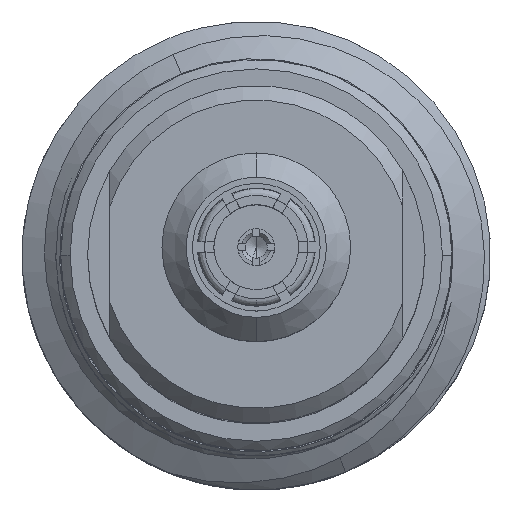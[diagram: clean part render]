
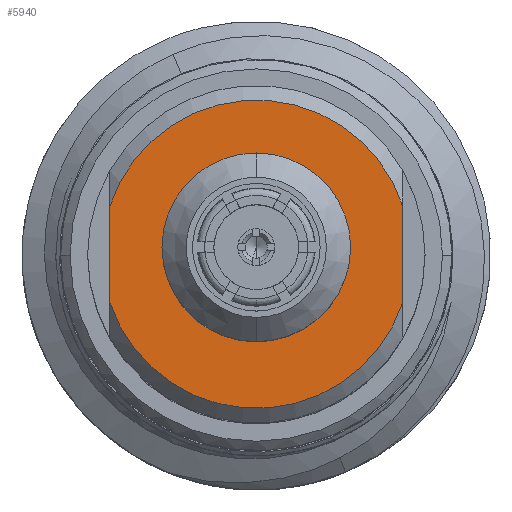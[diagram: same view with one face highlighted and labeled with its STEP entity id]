
A CAD part, top view. The second image highlights one B-rep face of the part: STEP entity #5940.
In plain terms, the highlighted face is planar.
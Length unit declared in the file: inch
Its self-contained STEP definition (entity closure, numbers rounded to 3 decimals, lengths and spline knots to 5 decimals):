
#17 = AXIS2_PLACEMENT_3D ( 'NONE', #5449, #4249, #1224 ) ;
#80 = DIRECTION ( 'NONE',  ( -1., 0., 0. ) ) ;
#98 = DIRECTION ( 'NONE',  ( 0., -1., 0. ) ) ;
#138 = AXIS2_PLACEMENT_3D ( 'NONE', #4669, #3425, #5237 ) ;
#258 = VERTEX_POINT ( 'NONE', #539 ) ;
#301 = DIRECTION ( 'NONE',  ( 0., -1., 0. ) ) ;
#539 = CARTESIAN_POINT ( 'NONE',  ( 0.566, -0.07812, 0.02564 ) ) ;
#743 = DIRECTION ( 'NONE',  ( 0., -1., 0. ) ) ;
#886 = CARTESIAN_POINT ( 'NONE',  ( 0.566, 0.07813, -0.02564 ) ) ;
#962 = ORIENTED_EDGE ( 'NONE', *, *, #3481, .F. ) ;
#982 = ORIENTED_EDGE ( 'NONE', *, *, #1223, .T. ) ;
#1009 = CARTESIAN_POINT ( 'NONE',  ( 0.566, 0.035, 0. ) ) ;
#1217 = VERTEX_POINT ( 'NONE', #1959 ) ;
#1223 = EDGE_CURVE ( 'NONE', #5661, #7615, #6939, .T. ) ;
#1224 = DIRECTION ( 'NONE',  ( 0., -1., 0. ) ) ;
#1243 = EDGE_CURVE ( 'NONE', #5655, #1558, #6163, .T. ) ;
#1447 = CARTESIAN_POINT ( 'NONE',  ( 0.566, 0.07813, 0. ) ) ;
#1558 = VERTEX_POINT ( 'NONE', #4868 ) ;
#1959 = CARTESIAN_POINT ( 'NONE',  ( 0.566, 0.07813, 0.02564 ) ) ;
#2081 = EDGE_CURVE ( 'NONE', #7615, #5661, #2352, .T. ) ;
#2352 = CIRCLE ( 'NONE', #7707, 0.035 ) ;
#2808 = CARTESIAN_POINT ( 'NONE',  ( 0.566, 0., 0. ) ) ;
#2839 = LINE ( 'NONE', #1447, #5670 ) ;
#3124 = EDGE_LOOP ( 'NONE', ( #982, #6773 ) ) ;
#3214 = CARTESIAN_POINT ( 'NONE',  ( 0.566, 0., 0. ) ) ;
#3425 = DIRECTION ( 'NONE',  ( -1., 0., 0. ) ) ;
#3481 = EDGE_CURVE ( 'NONE', #258, #1217, #4761, .T. ) ;
#3577 = EDGE_CURVE ( 'NONE', #1558, #258, #7479, .T. ) ;
#3838 = DIRECTION ( 'NONE',  ( -1., 0., 0. ) ) ;
#4083 = EDGE_CURVE ( 'NONE', #1217, #5655, #2839, .T. ) ;
#4249 = DIRECTION ( 'NONE',  ( -1., 0., 0. ) ) ;
#4475 = ORIENTED_EDGE ( 'NONE', *, *, #3577, .F. ) ;
#4669 = CARTESIAN_POINT ( 'NONE',  ( 0.566, 0., 0. ) ) ;
#4713 = ORIENTED_EDGE ( 'NONE', *, *, #4083, .F. ) ;
#4761 = CIRCLE ( 'NONE', #17, 0.08223 ) ;
#4791 = AXIS2_PLACEMENT_3D ( 'NONE', #2808, #7174, #301 ) ;
#4868 = CARTESIAN_POINT ( 'NONE',  ( 0.566, -0.07812, -0.02564 ) ) ;
#5117 = EDGE_LOOP ( 'NONE', ( #4713, #962, #4475, #5204 ) ) ;
#5204 = ORIENTED_EDGE ( 'NONE', *, *, #1243, .F. ) ;
#5237 = DIRECTION ( 'NONE',  ( 0., -1., 0. ) ) ;
#5449 = CARTESIAN_POINT ( 'NONE',  ( 0.566, 0., 0. ) ) ;
#5655 = VERTEX_POINT ( 'NONE', #886 ) ;
#5661 = VERTEX_POINT ( 'NONE', #1009 ) ;
#5670 = VECTOR ( 'NONE', #6557, 39.37008 ) ;
#5940 = ADVANCED_FACE ( 'NONE', ( #7591, #7751 ), #7789, .F. ) ;
#6052 = DIRECTION ( 'NONE',  ( 0., 0., 1. ) ) ;
#6163 = CIRCLE ( 'NONE', #138, 0.08223 ) ;
#6557 = DIRECTION ( 'NONE',  ( 0., 0., -1. ) ) ;
#6564 = VECTOR ( 'NONE', #6052, 39.37008 ) ;
#6663 = CARTESIAN_POINT ( 'NONE',  ( 0.566, -0.07812, 0. ) ) ;
#6773 = ORIENTED_EDGE ( 'NONE', *, *, #2081, .T. ) ;
#6936 = CARTESIAN_POINT ( 'NONE',  ( 0.566, 0., 0. ) ) ;
#6939 = CIRCLE ( 'NONE', #7597, 0.035 ) ;
#7174 = DIRECTION ( 'NONE',  ( -1., 0., 0. ) ) ;
#7479 = LINE ( 'NONE', #6663, #6564 ) ;
#7591 = FACE_BOUND ( 'NONE', #3124, .T. ) ;
#7597 = AXIS2_PLACEMENT_3D ( 'NONE', #6936, #3838, #98 ) ;
#7615 = VERTEX_POINT ( 'NONE', #7652 ) ;
#7652 = CARTESIAN_POINT ( 'NONE',  ( 0.566, -0.035, 0. ) ) ;
#7707 = AXIS2_PLACEMENT_3D ( 'NONE', #3214, #80, #743 ) ;
#7751 = FACE_OUTER_BOUND ( 'NONE', #5117, .T. ) ;
#7789 = PLANE ( 'NONE',  #4791 ) ;
